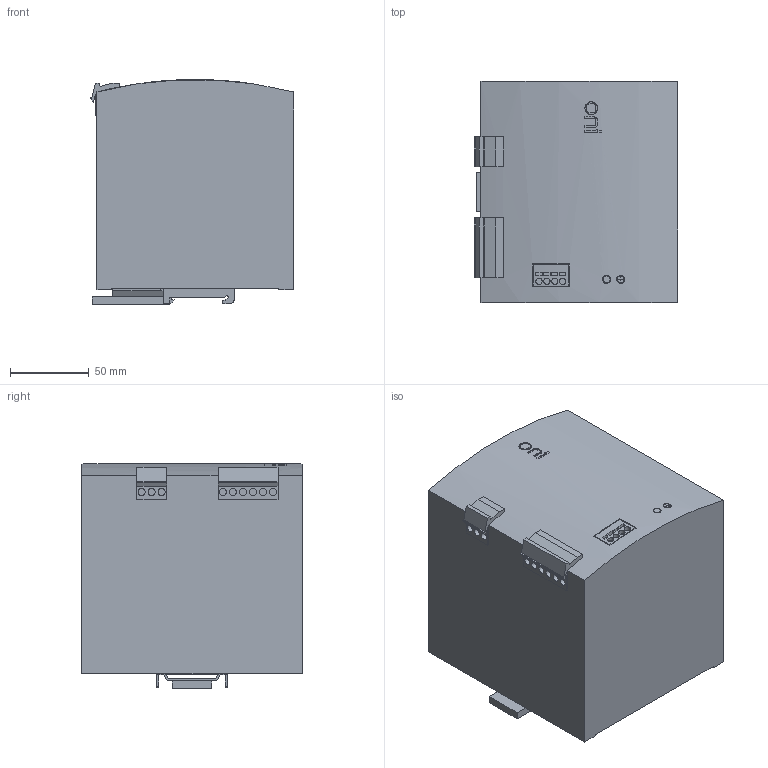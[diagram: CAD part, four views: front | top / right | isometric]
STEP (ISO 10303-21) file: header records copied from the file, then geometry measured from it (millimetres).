
FILE_DESCRIPTION(('STEP AP203'), '1');
FILE_NAME('Áëîê ïèòàíèÿ OPSE 220B AC 24B DC 960Âò ONI', '', ('UNSPECIFIED'), ('UNSPECIFIED'), 'ASCON STEP Converter 1.6', 'ASCON Math Kernel', '');
FILE_SCHEMA(('CONFIG_CONTROL_DESIGN'));
Length unit declared in the file: millimetre
Bounding box: 128.8 x 140 x 142.47 mm (x, y, z)
Volume: 2278988.8 mm3; surface area: 112823.7 mm2
Topology: 1 solids, 1 shells, 224 faces, 578 edges, 384 vertices
Faces by surface type: plane 169, cylinder 55
Full cylindrical faces by diameter (mm): 4 x4, 4.5 x11, 5 x2, 8 x1
Entity records: 9318 total; most frequent: CARTESIAN_POINT 2013, ORIENTED_EDGE 1120, DIRECTION 1095, EDGE_CURVE 560, LINE 425, VECTOR 425, VERTEX_POINT 384, AXIS2_PLACEMENT_3D 335
